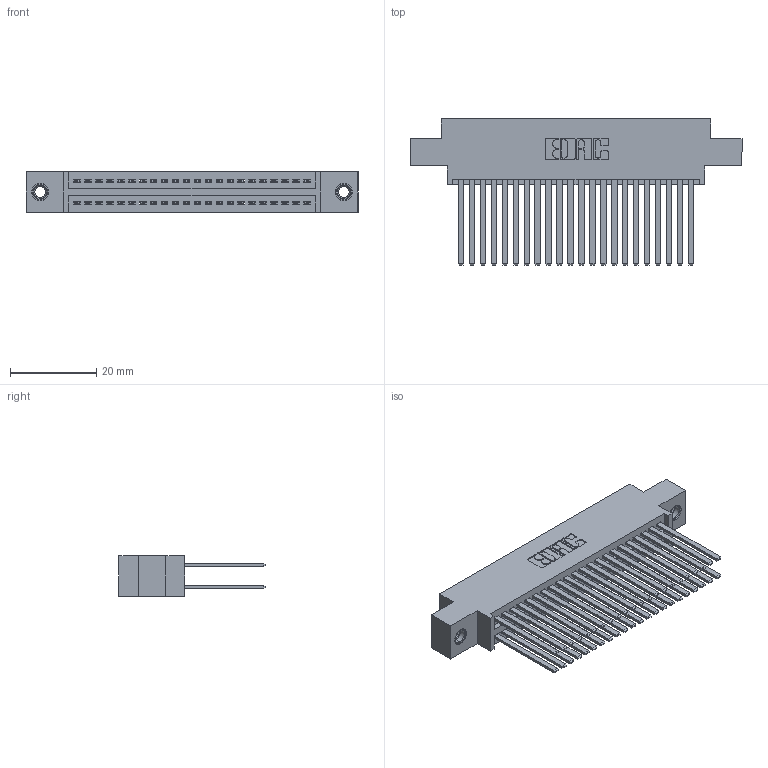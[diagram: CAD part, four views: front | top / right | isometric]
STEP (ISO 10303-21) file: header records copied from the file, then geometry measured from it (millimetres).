
FILE_DESCRIPTION (( 'STEP AP203' ), '1' );
FILE_NAME ('395-044-544-807.STEP', '2018-11-15T21:44:48', ( '' ), ( '' ), 'SwSTEP 2.0', 'SolidWorks 2016', '' );
FILE_SCHEMA (( 'CONFIG_CONTROL_DESIGN' ));
Length unit declared in the file: inch
Products named in the file (4): 345-292-001_345-293-144; 395-044-544-807; 345-250-001_345-250-005-103; 345 Part_0.170 Offset - 0.156 Dia-TI
Assembly tree (47 placements, depth 2):
  395-044-544-807
    345 Part_0.170 Offset - 0.156 Dia-TI
    345-292-001_345-293-144  x44
    345-250-001_345-250-005-103  x2
Bounding box: 77.09 x 33.96 x 9.4 mm (x, y, z)
Volume: 7792.8 mm3; surface area: 13110.8 mm2
Topology: 47 solids, 47 shells, 2126 faces, 6253 edges, 4102 vertices
Faces by surface type: plane 1392, cylinder 718, cone 12, torus 4
Entity records: 21088 total; most frequent: CARTESIAN_POINT 3535, ORIENTED_EDGE 3462, DIRECTION 3165, EDGE_CURVE 1731, LINE 1495, VECTOR 1495, VERTEX_POINT 1148, AXIS2_PLACEMENT_3D 835
